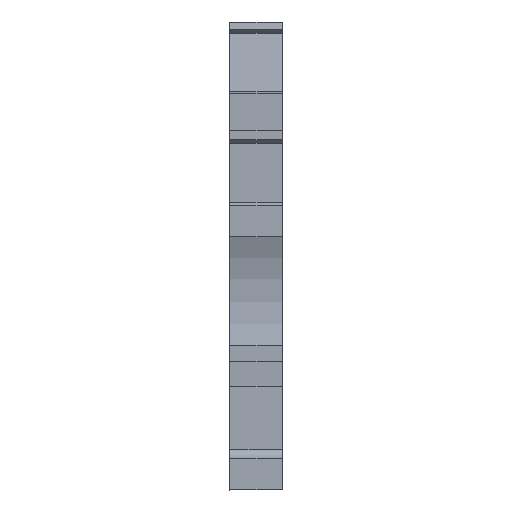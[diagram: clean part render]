
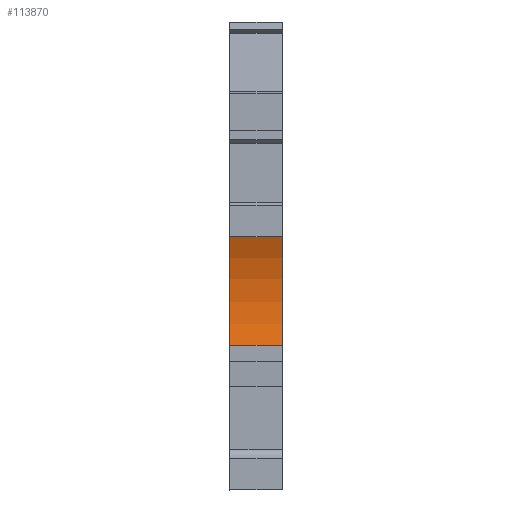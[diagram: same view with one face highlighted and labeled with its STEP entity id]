
A CAD part, front view. The second image highlights one B-rep face of the part: STEP entity #113870.
In plain terms, the highlighted cylindrical face has radius 15 mm (diameter 30 mm), a partial arc.
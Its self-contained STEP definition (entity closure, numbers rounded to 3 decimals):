
#950=CARTESIAN_POINT('',(134.719,21.284,
53.67));
#960=VERTEX_POINT('',#950);
#9080=CARTESIAN_POINT('',(135.319,10.697,
53.67));
#9090=VERTEX_POINT('',#9080);
#9120=CARTESIAN_POINT('',(121.01,15.197,
53.67));
#9130=DIRECTION('',(0.,0.,1.));
#9140=DIRECTION('',(1.,0.,0.));
#9150=AXIS2_PLACEMENT_3D('',#9120,#9130,#9140);
#9160=CIRCLE('',#9150,15.);
#9170=EDGE_CURVE('',#9090,#960,#9160,.T.);
#31460=CARTESIAN_POINT('',(135.319,10.697,
48.52));
#31470=VERTEX_POINT('',#31460);
#37050=CARTESIAN_POINT('',(134.719,21.284,
48.52));
#37060=VERTEX_POINT('',#37050);
#37090=CARTESIAN_POINT('',(121.01,15.197,
48.52));
#37100=DIRECTION('',(0.,0.,1.));
#37110=DIRECTION('',(1.,0.,0.));
#37120=AXIS2_PLACEMENT_3D('',#37090,#37100,#37110);
#37130=CIRCLE('',#37120,15.);
#37140=EDGE_CURVE('',#31470,#37060,#37130,.T.);
#37320=CARTESIAN_POINT('',(134.719,21.284,
53.67));
#37330=DIRECTION('',(0.,0.,1.));
#37340=VECTOR('',#37330,1.);
#37350=LINE('',#37320,#37340);
#37360=EDGE_CURVE('',#37060,#960,#37350,.T.);
#113710=CARTESIAN_POINT('',(121.01,15.197,
53.67));
#113720=DIRECTION('',(0.,0.,1.));
#113730=DIRECTION('',(1.,0.,0.));
#113740=AXIS2_PLACEMENT_3D('',#113710,#113720,#113730);
#113750=CYLINDRICAL_SURFACE('',#113740,15.);
#113760=ORIENTED_EDGE('',*,*,#37360,.F.);
#113770=ORIENTED_EDGE('',*,*,#9170,.T.);
#113780=CARTESIAN_POINT('',(135.319,10.697,
53.67));
#113790=DIRECTION('',(0.,0.,1.));
#113800=VECTOR('',#113790,1.);
#113810=LINE('',#113780,#113800);
#113820=EDGE_CURVE('',#31470,#9090,#113810,.T.);
#113830=ORIENTED_EDGE('',*,*,#113820,.T.);
#113840=ORIENTED_EDGE('',*,*,#37140,.F.);
#113850=EDGE_LOOP('',(#113840,#113830,#113770,#113760));
#113860=FACE_OUTER_BOUND('',#113850,.T.);
#113870=ADVANCED_FACE('',(#113860),#113750,.F.);
